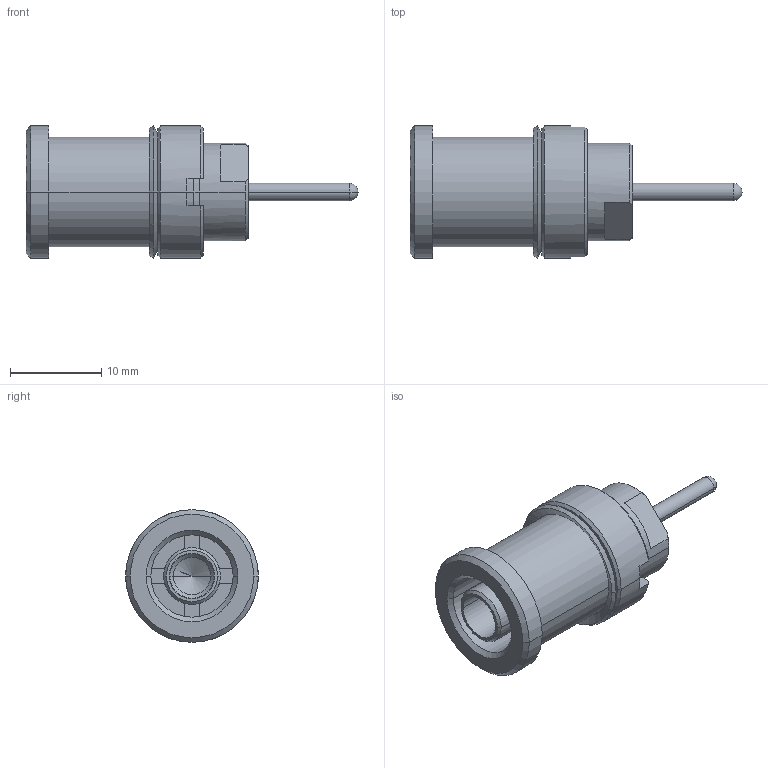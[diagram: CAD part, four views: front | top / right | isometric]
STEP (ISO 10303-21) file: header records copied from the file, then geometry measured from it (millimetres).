
FILE_DESCRIPTION((''),'2;1');
FILE_NAME('6448_SEB_ASM','2016-04-19T',('tosc'),(''),'PRO/ENGINEER BY PARAMETRIC TECHNOLOGY CORPORATION, 2015110','PRO/ENGINEER BY PARAMETRIC TECHNOLOGY CORPORATION, 2015110','');
FILE_SCHEMA(('CONFIG_CONTROL_DESIGN'));
Length unit declared in the file: millimetre
Products named in the file (1): 6448_SEB_ASM
Bounding box: 36.3 x 14.5 x 14.5 mm (x, y, z)
Surface area: 3866.8 mm2 (no closed solid volume)
Topology: 0 solids, 4 shells, 203 faces, 534 edges, 343 vertices
Faces by surface type: plane 133, cylinder 38, cone 30, sphere 2
Entity records: 7648 total; most frequent: CARTESIAN_POINT 1188, ORIENTED_EDGE 1060, DIRECTION 1051, EDGE_CURVE 530, VECTOR 385, LINE 385, VERTEX_POINT 343, AXIS2_PLACEMENT_3D 333
